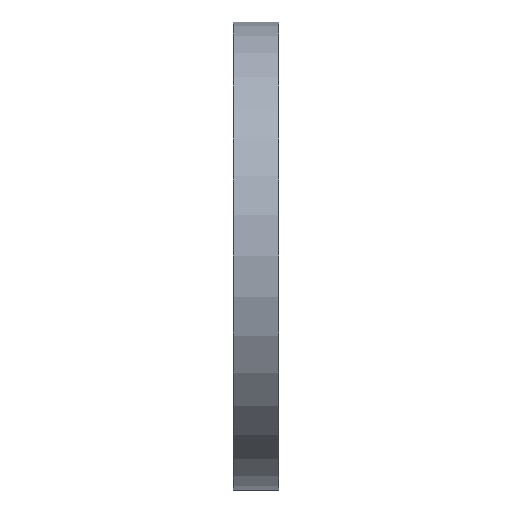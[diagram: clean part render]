
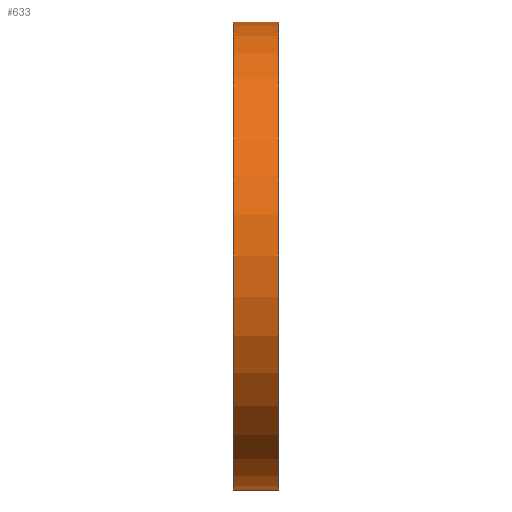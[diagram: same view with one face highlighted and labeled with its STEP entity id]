
A CAD part, left-side view. The second image highlights one B-rep face of the part: STEP entity #633.
In plain terms, the highlighted cylindrical face has radius 92.5 mm (diameter 185 mm), a partial arc.
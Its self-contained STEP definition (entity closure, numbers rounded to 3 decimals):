
#20 = CARTESIAN_POINT ( 'NONE',  ( 0., 18., -92.5 ) ) ;
#35 = DIRECTION ( 'NONE',  ( 0., -1., 0. ) ) ;
#38 = CARTESIAN_POINT ( 'NONE',  ( 0., 18., -92.5 ) ) ;
#70 = CARTESIAN_POINT ( 'NONE',  ( 0., 0., 92.5 ) ) ;
#129 = CARTESIAN_POINT ( 'NONE',  ( 0., 0., 0. ) ) ;
#130 = CARTESIAN_POINT ( 'NONE',  ( 0., 18., 0. ) ) ;
#204 = DIRECTION ( 'NONE',  ( 0., 0., -1. ) ) ;
#208 = CARTESIAN_POINT ( 'NONE',  ( 0., 0., -92.5 ) ) ;
#209 = VECTOR ( 'NONE', #671, 1000. ) ;
#213 = ORIENTED_EDGE ( 'NONE', *, *, #303, .T. ) ;
#214 = LINE ( 'NONE', #385, #255 ) ;
#235 = AXIS2_PLACEMENT_3D ( 'NONE', #129, #248, #721 ) ;
#236 = AXIS2_PLACEMENT_3D ( 'NONE', #130, #615, #260 ) ;
#248 = DIRECTION ( 'NONE',  ( 0., 1., 0. ) ) ;
#255 = VECTOR ( 'NONE', #342, 1000. ) ;
#260 = DIRECTION ( 'NONE',  ( 0., 0., 1. ) ) ;
#269 = EDGE_LOOP ( 'NONE', ( #697, #588, #687, #213 ) ) ;
#285 = VERTEX_POINT ( 'NONE', #20 ) ;
#303 = EDGE_CURVE ( 'NONE', #689, #579, #429, .T. ) ;
#342 = DIRECTION ( 'NONE',  ( 0., -1., 0. ) ) ;
#356 = EDGE_CURVE ( 'NONE', #285, #689, #511, .T. ) ;
#361 = EDGE_CURVE ( 'NONE', #767, #579, #214, .T. ) ;
#385 = CARTESIAN_POINT ( 'NONE',  ( 0., 18., 92.5 ) ) ;
#394 = CARTESIAN_POINT ( 'NONE',  ( 0., 18., 0. ) ) ;
#409 = CYLINDRICAL_SURFACE ( 'NONE', #475, 92.5 ) ;
#429 = CIRCLE ( 'NONE', #235, 92.5 ) ;
#475 = AXIS2_PLACEMENT_3D ( 'NONE', #394, #35, #204 ) ;
#501 = FACE_OUTER_BOUND ( 'NONE', #269, .T. ) ;
#511 = LINE ( 'NONE', #38, #209 ) ;
#520 = EDGE_CURVE ( 'NONE', #285, #767, #691, .T. ) ;
#579 = VERTEX_POINT ( 'NONE', #70 ) ;
#588 = ORIENTED_EDGE ( 'NONE', *, *, #520, .F. ) ;
#615 = DIRECTION ( 'NONE',  ( 0., 1., 0. ) ) ;
#633 = ADVANCED_FACE ( 'NONE', ( #501 ), #409, .T. ) ;
#671 = DIRECTION ( 'NONE',  ( 0., -1., 0. ) ) ;
#687 = ORIENTED_EDGE ( 'NONE', *, *, #356, .T. ) ;
#689 = VERTEX_POINT ( 'NONE', #208 ) ;
#691 = CIRCLE ( 'NONE', #236, 92.5 ) ;
#697 = ORIENTED_EDGE ( 'NONE', *, *, #361, .F. ) ;
#714 = CARTESIAN_POINT ( 'NONE',  ( 0., 18., 92.5 ) ) ;
#721 = DIRECTION ( 'NONE',  ( 0., 0., 1. ) ) ;
#767 = VERTEX_POINT ( 'NONE', #714 ) ;
